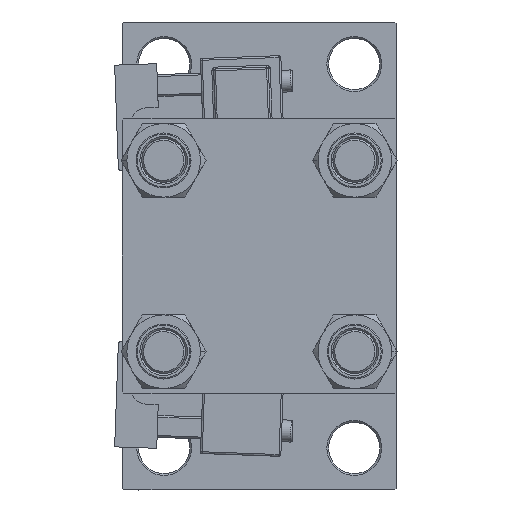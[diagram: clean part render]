
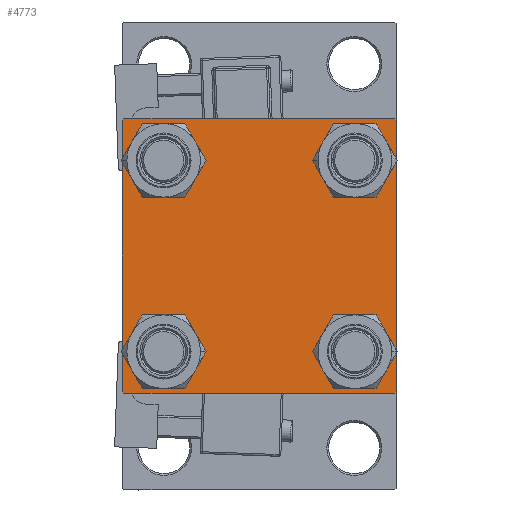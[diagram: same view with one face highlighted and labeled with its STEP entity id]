
A CAD part, left-side view. The second image highlights one B-rep face of the part: STEP entity #4773.
In plain terms, the highlighted planar face has unit normal (-1, 0, 0).
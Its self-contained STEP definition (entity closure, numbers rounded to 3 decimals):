
#61 = EDGE_LOOP ( 'NONE', ( #34765, #37835 ) ) ;
#431 = ORIENTED_EDGE ( 'NONE', *, *, #1857, .T. ) ;
#1458 = CARTESIAN_POINT ( 'NONE',  ( 0., -37., -37.5 ) ) ;
#1513 = LINE ( 'NONE', #17436, #27019 ) ;
#1857 = EDGE_CURVE ( 'NONE', #38234, #32703, #43403, .T. ) ;
#2092 = AXIS2_PLACEMENT_3D ( 'NONE', #14367, #18852, #6916 ) ;
#2808 = LINE ( 'NONE', #6789, #33911 ) ;
#3285 = CARTESIAN_POINT ( 'NONE',  ( 0., 37.5, -37. ) ) ;
#3494 = AXIS2_PLACEMENT_3D ( 'NONE', #33148, #13259, #48544 ) ;
#3663 = EDGE_CURVE ( 'NONE', #40946, #34290, #33793, .T. ) ;
#3666 = VERTEX_POINT ( 'NONE', #10170 ) ;
#3943 = ORIENTED_EDGE ( 'NONE', *, *, #3663, .T. ) ;
#4039 = VERTEX_POINT ( 'NONE', #32035 ) ;
#4393 = EDGE_CURVE ( 'NONE', #34290, #19800, #20548, .T. ) ;
#4773 = ADVANCED_FACE ( 'NONE', ( #42739, #22830, #50697, #39270, #6394 ), #27320, .T. ) ;
#5733 = ORIENTED_EDGE ( 'NONE', *, *, #6300, .T. ) ;
#5797 = LINE ( 'NONE', #25692, #37863 ) ;
#5852 = VERTEX_POINT ( 'NONE', #47509 ) ;
#6300 = EDGE_CURVE ( 'NONE', #18658, #5852, #16516, .T. ) ;
#6331 = VECTOR ( 'NONE', #15277, 1000. ) ;
#6394 = FACE_OUTER_BOUND ( 'NONE', #38128, .T. ) ;
#6625 = EDGE_CURVE ( 'NONE', #38234, #19800, #2808, .T. ) ;
#6636 = EDGE_CURVE ( 'NONE', #4039, #8392, #49997, .T. ) ;
#6789 = CARTESIAN_POINT ( 'NONE',  ( 0., -37.5, 37.5 ) ) ;
#6916 = DIRECTION ( 'NONE',  ( 0., 0., 1. ) ) ;
#7077 = ORIENTED_EDGE ( 'NONE', *, *, #6625, .F. ) ;
#8182 = LINE ( 'NONE', #49561, #52061 ) ;
#8392 = VERTEX_POINT ( 'NONE', #40850 ) ;
#8506 = EDGE_CURVE ( 'NONE', #5852, #18658, #13925, .T. ) ;
#8705 = EDGE_CURVE ( 'NONE', #47145, #13521, #8884, .T. ) ;
#8884 = CIRCLE ( 'NONE', #39398, 6.5 ) ;
#9121 = CARTESIAN_POINT ( 'NONE',  ( 0., 37.5, 37. ) ) ;
#9766 = DIRECTION ( 'NONE',  ( 0., 0., -1. ) ) ;
#10170 = CARTESIAN_POINT ( 'NONE',  ( 0., 37., 37.5 ) ) ;
#10786 = VERTEX_POINT ( 'NONE', #3285 ) ;
#10830 = DIRECTION ( 'NONE',  ( 0., 0., 1. ) ) ;
#11092 = ORIENTED_EDGE ( 'NONE', *, *, #25225, .T. ) ;
#12623 = CIRCLE ( 'NONE', #38028, 6.5 ) ;
#12868 = DIRECTION ( 'NONE',  ( 0., -0.707, 0.707 ) ) ;
#12913 = ORIENTED_EDGE ( 'NONE', *, *, #31981, .T. ) ;
#13115 = DIRECTION ( 'NONE',  ( 0., -1., 0. ) ) ;
#13259 = DIRECTION ( 'NONE',  ( 1., 0., 0. ) ) ;
#13461 = DIRECTION ( 'NONE',  ( 1., 0., 0. ) ) ;
#13521 = VERTEX_POINT ( 'NONE', #26014 ) ;
#13925 = CIRCLE ( 'NONE', #27458, 6.5 ) ;
#14268 = ORIENTED_EDGE ( 'NONE', *, *, #15880, .T. ) ;
#14367 = CARTESIAN_POINT ( 'NONE',  ( 0., 0., 0. ) ) ;
#14892 = VECTOR ( 'NONE', #12868, 1000. ) ;
#15277 = DIRECTION ( 'NONE',  ( 0., 0.707, 0.707 ) ) ;
#15880 = EDGE_CURVE ( 'NONE', #23914, #10786, #21958, .T. ) ;
#16175 = DIRECTION ( 'NONE',  ( 0., 0., 1. ) ) ;
#16516 = CIRCLE ( 'NONE', #40305, 6.5 ) ;
#16646 = DIRECTION ( 'NONE',  ( 0., 0., 1. ) ) ;
#16681 = ORIENTED_EDGE ( 'NONE', *, *, #18344, .T. ) ;
#17436 = CARTESIAN_POINT ( 'NONE',  ( 0., 37.25, 37.25 ) ) ;
#17553 = VECTOR ( 'NONE', #9766, 1000. ) ;
#17561 = CIRCLE ( 'NONE', #42963, 6.5 ) ;
#17874 = CARTESIAN_POINT ( 'NONE',  ( 0., 37.5, -37.5 ) ) ;
#18344 = EDGE_CURVE ( 'NONE', #48365, #21405, #37958, .T. ) ;
#18658 = VERTEX_POINT ( 'NONE', #31770 ) ;
#18852 = DIRECTION ( 'NONE',  ( -1., 0., 0. ) ) ;
#19241 = DIRECTION ( 'NONE',  ( 0., 0., 1. ) ) ;
#19247 = CARTESIAN_POINT ( 'NONE',  ( 0., -37.5, -37. ) ) ;
#19800 = VERTEX_POINT ( 'NONE', #19247 ) ;
#20295 = EDGE_CURVE ( 'NONE', #21405, #48365, #12623, .T. ) ;
#20548 = LINE ( 'NONE', #25058, #14892 ) ;
#21405 = VERTEX_POINT ( 'NONE', #25136 ) ;
#21459 = EDGE_CURVE ( 'NONE', #3666, #23914, #1513, .T. ) ;
#21555 = CARTESIAN_POINT ( 'NONE',  ( 0., 26.15, -19.65 ) ) ;
#21958 = LINE ( 'NONE', #37380, #17553 ) ;
#22560 = ORIENTED_EDGE ( 'NONE', *, *, #8705, .T. ) ;
#22830 = FACE_BOUND ( 'NONE', #61, .T. ) ;
#23868 = CARTESIAN_POINT ( 'NONE',  ( 0., -26.15, 26.15 ) ) ;
#23914 = VERTEX_POINT ( 'NONE', #9121 ) ;
#24604 = CARTESIAN_POINT ( 'NONE',  ( 0., 26.15, 26.15 ) ) ;
#24662 = DIRECTION ( 'NONE',  ( 1., 0., 0. ) ) ;
#25058 = CARTESIAN_POINT ( 'NONE',  ( 0., -37.25, -37.25 ) ) ;
#25136 = CARTESIAN_POINT ( 'NONE',  ( 0., -26.15, 19.65 ) ) ;
#25225 = EDGE_CURVE ( 'NONE', #13521, #47145, #28901, .T. ) ;
#25692 = CARTESIAN_POINT ( 'NONE',  ( 0., 37.25, -37.25 ) ) ;
#25899 = VECTOR ( 'NONE', #13115, 1000. ) ;
#26014 = CARTESIAN_POINT ( 'NONE',  ( 0., 26.15, -32.65 ) ) ;
#26350 = CARTESIAN_POINT ( 'NONE',  ( 0., -37., 37.5 ) ) ;
#26417 = AXIS2_PLACEMENT_3D ( 'NONE', #47123, #50576, #34659 ) ;
#27019 = VECTOR ( 'NONE', #36818, 1000. ) ;
#27320 = PLANE ( 'NONE',  #2092 ) ;
#27458 = AXIS2_PLACEMENT_3D ( 'NONE', #47185, #42936, #10830 ) ;
#28901 = CIRCLE ( 'NONE', #3494, 6.5 ) ;
#30717 = EDGE_LOOP ( 'NONE', ( #34897, #5733 ) ) ;
#30930 = DIRECTION ( 'NONE',  ( 0., 0., -1. ) ) ;
#31169 = ORIENTED_EDGE ( 'NONE', *, *, #50130, .F. ) ;
#31301 = DIRECTION ( 'NONE',  ( 1., 0., 0. ) ) ;
#31451 = DIRECTION ( 'NONE',  ( 1., 0., 0. ) ) ;
#31770 = CARTESIAN_POINT ( 'NONE',  ( 0., 26.15, 19.65 ) ) ;
#31883 = EDGE_CURVE ( 'NONE', #8392, #4039, #17561, .T. ) ;
#31981 = EDGE_CURVE ( 'NONE', #10786, #40946, #5797, .T. ) ;
#32035 = CARTESIAN_POINT ( 'NONE',  ( 0., -26.15, -19.65 ) ) ;
#32334 = CARTESIAN_POINT ( 'NONE',  ( 0., 37., -37.5 ) ) ;
#32560 = DIRECTION ( 'NONE',  ( 1., 0., 0. ) ) ;
#32703 = VERTEX_POINT ( 'NONE', #26350 ) ;
#33148 = CARTESIAN_POINT ( 'NONE',  ( 0., 26.15, -26.15 ) ) ;
#33720 = AXIS2_PLACEMENT_3D ( 'NONE', #23868, #31301, #39782 ) ;
#33793 = LINE ( 'NONE', #17874, #25899 ) ;
#33911 = VECTOR ( 'NONE', #30930, 1000. ) ;
#34158 = CARTESIAN_POINT ( 'NONE',  ( 0., -37.5, 37. ) ) ;
#34290 = VERTEX_POINT ( 'NONE', #1458 ) ;
#34659 = DIRECTION ( 'NONE',  ( 0., 0., 1. ) ) ;
#34765 = ORIENTED_EDGE ( 'NONE', *, *, #6636, .T. ) ;
#34897 = ORIENTED_EDGE ( 'NONE', *, *, #8506, .T. ) ;
#36552 = CARTESIAN_POINT ( 'NONE',  ( 0., 26.15, -26.15 ) ) ;
#36818 = DIRECTION ( 'NONE',  ( 0., 0.707, -0.707 ) ) ;
#37380 = CARTESIAN_POINT ( 'NONE',  ( 0., 37.5, 37.5 ) ) ;
#37835 = ORIENTED_EDGE ( 'NONE', *, *, #31883, .T. ) ;
#37863 = VECTOR ( 'NONE', #50877, 1000. ) ;
#37958 = CIRCLE ( 'NONE', #33720, 6.5 ) ;
#38028 = AXIS2_PLACEMENT_3D ( 'NONE', #42864, #31451, #19241 ) ;
#38083 = EDGE_LOOP ( 'NONE', ( #16681, #40613 ) ) ;
#38128 = EDGE_LOOP ( 'NONE', ( #14268, #12913, #3943, #43380, #7077, #431, #31169, #40753 ) ) ;
#38234 = VERTEX_POINT ( 'NONE', #34158 ) ;
#39270 = FACE_BOUND ( 'NONE', #30717, .T. ) ;
#39398 = AXIS2_PLACEMENT_3D ( 'NONE', #36552, #13461, #16646 ) ;
#39782 = DIRECTION ( 'NONE',  ( 0., 0., 1. ) ) ;
#40305 = AXIS2_PLACEMENT_3D ( 'NONE', #24604, #32560, #44246 ) ;
#40613 = ORIENTED_EDGE ( 'NONE', *, *, #20295, .T. ) ;
#40753 = ORIENTED_EDGE ( 'NONE', *, *, #21459, .T. ) ;
#40850 = CARTESIAN_POINT ( 'NONE',  ( 0., -26.15, -32.65 ) ) ;
#40946 = VERTEX_POINT ( 'NONE', #32334 ) ;
#41631 = CARTESIAN_POINT ( 'NONE',  ( 0., -26.15, -26.15 ) ) ;
#41936 = CARTESIAN_POINT ( 'NONE',  ( 0., -26.15, 32.65 ) ) ;
#42739 = FACE_BOUND ( 'NONE', #38083, .T. ) ;
#42864 = CARTESIAN_POINT ( 'NONE',  ( 0., -26.15, 26.15 ) ) ;
#42874 = CARTESIAN_POINT ( 'NONE',  ( 0., -37.25, 37.25 ) ) ;
#42936 = DIRECTION ( 'NONE',  ( 1., 0., 0. ) ) ;
#42963 = AXIS2_PLACEMENT_3D ( 'NONE', #41631, #24662, #16175 ) ;
#43380 = ORIENTED_EDGE ( 'NONE', *, *, #4393, .T. ) ;
#43403 = LINE ( 'NONE', #42874, #6331 ) ;
#44246 = DIRECTION ( 'NONE',  ( 0., 0., 1. ) ) ;
#45332 = DIRECTION ( 'NONE',  ( 0., -1., 0. ) ) ;
#47123 = CARTESIAN_POINT ( 'NONE',  ( 0., -26.15, -26.15 ) ) ;
#47145 = VERTEX_POINT ( 'NONE', #21555 ) ;
#47185 = CARTESIAN_POINT ( 'NONE',  ( 0., 26.15, 26.15 ) ) ;
#47509 = CARTESIAN_POINT ( 'NONE',  ( 0., 26.15, 32.65 ) ) ;
#48365 = VERTEX_POINT ( 'NONE', #41936 ) ;
#48544 = DIRECTION ( 'NONE',  ( 0., 0., 1. ) ) ;
#49310 = EDGE_LOOP ( 'NONE', ( #22560, #11092 ) ) ;
#49561 = CARTESIAN_POINT ( 'NONE',  ( 0., 37.5, 37.5 ) ) ;
#49997 = CIRCLE ( 'NONE', #26417, 6.5 ) ;
#50130 = EDGE_CURVE ( 'NONE', #3666, #32703, #8182, .T. ) ;
#50576 = DIRECTION ( 'NONE',  ( 1., 0., 0. ) ) ;
#50697 = FACE_BOUND ( 'NONE', #49310, .T. ) ;
#50877 = DIRECTION ( 'NONE',  ( 0., -0.707, -0.707 ) ) ;
#52061 = VECTOR ( 'NONE', #45332, 1000. ) ;
